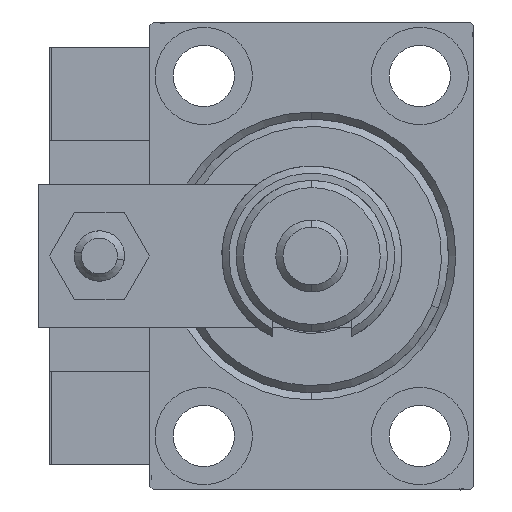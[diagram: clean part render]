
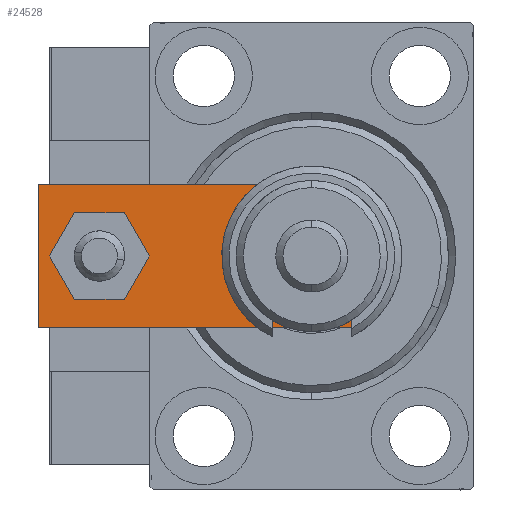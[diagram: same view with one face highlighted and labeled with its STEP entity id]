
A CAD part, left-side view. The second image highlights one B-rep face of the part: STEP entity #24528.
In plain terms, the highlighted face is planar.
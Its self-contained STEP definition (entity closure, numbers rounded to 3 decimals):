
#188 = DIRECTION ( 'NONE',  ( 0., 0., 1. ) ) ;
#560 = CARTESIAN_POINT ( 'NONE',  ( -10., 48., 6. ) ) ;
#759 = DIRECTION ( 'NONE',  ( 1., 0., 0. ) ) ;
#1236 = CIRCLE ( 'NONE', #30635, 7.25 ) ;
#2863 = VERTEX_POINT ( 'NONE', #46192 ) ;
#2960 = EDGE_CURVE ( 'NONE', #2863, #30864, #40483, .T. ) ;
#4391 = EDGE_CURVE ( 'NONE', #27255, #36115, #47536, .T. ) ;
#5115 = ORIENTED_EDGE ( 'NONE', *, *, #2960, .T. ) ;
#5307 = FACE_BOUND ( 'NONE', #15652, .T. ) ;
#5918 = EDGE_LOOP ( 'NONE', ( #8465, #12381, #25856, #30596, #5115, #18334 ) ) ;
#6829 = VECTOR ( 'NONE', #15553, 1000. ) ;
#6938 = DIRECTION ( 'NONE',  ( 1., 0., 0. ) ) ;
#7860 = EDGE_CURVE ( 'NONE', #29064, #27542, #29286, .T. ) ;
#8114 = VERTEX_POINT ( 'NONE', #12660 ) ;
#8465 = ORIENTED_EDGE ( 'NONE', *, *, #7860, .T. ) ;
#9638 = DIRECTION ( 'NONE',  ( 0., 0., 1. ) ) ;
#9662 = VECTOR ( 'NONE', #50099, 1000. ) ;
#10526 = CARTESIAN_POINT ( 'NONE',  ( 0., 39.5, 6. ) ) ;
#11156 = AXIS2_PLACEMENT_3D ( 'NONE', #25650, #9638, #21855 ) ;
#11752 = LINE ( 'NONE', #48577, #50262 ) ;
#12289 = CARTESIAN_POINT ( 'NONE',  ( 10., 0., 6. ) ) ;
#12381 = ORIENTED_EDGE ( 'NONE', *, *, #18560, .T. ) ;
#12660 = CARTESIAN_POINT ( 'NONE',  ( -4., 39.5, 6. ) ) ;
#12941 = AXIS2_PLACEMENT_3D ( 'NONE', #46235, #22161, #759 ) ;
#13954 = PLANE ( 'NONE',  #11156 ) ;
#14430 = DIRECTION ( 'NONE',  ( 0.707, -0.707, 0. ) ) ;
#14687 = EDGE_LOOP ( 'NONE', ( #52165, #48140 ) ) ;
#15192 = CARTESIAN_POINT ( 'NONE',  ( -7.25, 10., 6. ) ) ;
#15553 = DIRECTION ( 'NONE',  ( 0., 1., 0. ) ) ;
#15652 = EDGE_LOOP ( 'NONE', ( #50144, #31865 ) ) ;
#15895 = VECTOR ( 'NONE', #16038, 1000. ) ;
#16038 = DIRECTION ( 'NONE',  ( -1., 0., 0. ) ) ;
#16158 = CARTESIAN_POINT ( 'NONE',  ( 7.25, 10., 6. ) ) ;
#16250 = DIRECTION ( 'NONE',  ( 0., 0., 1. ) ) ;
#18334 = ORIENTED_EDGE ( 'NONE', *, *, #48036, .T. ) ;
#18527 = LINE ( 'NONE', #35066, #43928 ) ;
#18560 = EDGE_CURVE ( 'NONE', #27542, #30990, #18527, .T. ) ;
#18895 = CARTESIAN_POINT ( 'NONE',  ( -10., 0., 6. ) ) ;
#20817 = CIRCLE ( 'NONE', #47612, 4. ) ;
#21168 = CARTESIAN_POINT ( 'NONE',  ( -10., 48., 6. ) ) ;
#21456 = CARTESIAN_POINT ( 'NONE',  ( 4., 39.5, 6. ) ) ;
#21855 = DIRECTION ( 'NONE',  ( 1., 0., 0. ) ) ;
#22161 = DIRECTION ( 'NONE',  ( 0., 0., 1. ) ) ;
#22970 = LINE ( 'NONE', #18895, #26901 ) ;
#24528 = ADVANCED_FACE ( 'NONE', ( #5307, #45931, #34585 ), #13954, .T. ) ;
#24785 = CARTESIAN_POINT ( 'NONE',  ( 10., 48., 6. ) ) ;
#25078 = VERTEX_POINT ( 'NONE', #21456 ) ;
#25650 = CARTESIAN_POINT ( 'NONE',  ( 0., 0., 6. ) ) ;
#25856 = ORIENTED_EDGE ( 'NONE', *, *, #40711, .T. ) ;
#26195 = AXIS2_PLACEMENT_3D ( 'NONE', #10526, #51151, #26799 ) ;
#26799 = DIRECTION ( 'NONE',  ( 1., 0., 0. ) ) ;
#26901 = VECTOR ( 'NONE', #6938, 1000. ) ;
#27046 = CIRCLE ( 'NONE', #26195, 4. ) ;
#27255 = VERTEX_POINT ( 'NONE', #16158 ) ;
#27482 = EDGE_CURVE ( 'NONE', #8114, #25078, #20817, .T. ) ;
#27542 = VERTEX_POINT ( 'NONE', #31580 ) ;
#29064 = VERTEX_POINT ( 'NONE', #21168 ) ;
#29286 = LINE ( 'NONE', #560, #9662 ) ;
#30596 = ORIENTED_EDGE ( 'NONE', *, *, #42411, .T. ) ;
#30635 = AXIS2_PLACEMENT_3D ( 'NONE', #53339, #16250, #34073 ) ;
#30864 = VERTEX_POINT ( 'NONE', #24785 ) ;
#30990 = VERTEX_POINT ( 'NONE', #40762 ) ;
#31385 = VERTEX_POINT ( 'NONE', #49193 ) ;
#31580 = CARTESIAN_POINT ( 'NONE',  ( -10., 4.24, 6. ) ) ;
#31865 = ORIENTED_EDGE ( 'NONE', *, *, #31992, .F. ) ;
#31992 = EDGE_CURVE ( 'NONE', #25078, #8114, #27046, .T. ) ;
#34073 = DIRECTION ( 'NONE',  ( 1., 0., 0. ) ) ;
#34585 = FACE_BOUND ( 'NONE', #14687, .T. ) ;
#35066 = CARTESIAN_POINT ( 'NONE',  ( -2.88, -2.88, 6. ) ) ;
#36115 = VERTEX_POINT ( 'NONE', #15192 ) ;
#36647 = LINE ( 'NONE', #53132, #15895 ) ;
#37286 = CARTESIAN_POINT ( 'NONE',  ( 0., 39.5, 6. ) ) ;
#38563 = EDGE_CURVE ( 'NONE', #36115, #27255, #1236, .T. ) ;
#40483 = LINE ( 'NONE', #12289, #6829 ) ;
#40711 = EDGE_CURVE ( 'NONE', #30990, #31385, #22970, .T. ) ;
#40762 = CARTESIAN_POINT ( 'NONE',  ( -5.76, 0., 6. ) ) ;
#42411 = EDGE_CURVE ( 'NONE', #31385, #2863, #11752, .T. ) ;
#43928 = VECTOR ( 'NONE', #14430, 1000. ) ;
#45333 = DIRECTION ( 'NONE',  ( 0.707, 0.707, 0. ) ) ;
#45931 = FACE_OUTER_BOUND ( 'NONE', #5918, .T. ) ;
#46192 = CARTESIAN_POINT ( 'NONE',  ( 10., 4.24, 6. ) ) ;
#46235 = CARTESIAN_POINT ( 'NONE',  ( 0., 10., 6. ) ) ;
#47536 = CIRCLE ( 'NONE', #12941, 7.25 ) ;
#47612 = AXIS2_PLACEMENT_3D ( 'NONE', #37286, #188, #49720 ) ;
#48036 = EDGE_CURVE ( 'NONE', #30864, #29064, #36647, .T. ) ;
#48140 = ORIENTED_EDGE ( 'NONE', *, *, #4391, .F. ) ;
#48577 = CARTESIAN_POINT ( 'NONE',  ( 2.88, -2.88, 6. ) ) ;
#49193 = CARTESIAN_POINT ( 'NONE',  ( 5.76, 0., 6. ) ) ;
#49720 = DIRECTION ( 'NONE',  ( 1., 0., 0. ) ) ;
#50099 = DIRECTION ( 'NONE',  ( 0., -1., 0. ) ) ;
#50144 = ORIENTED_EDGE ( 'NONE', *, *, #27482, .F. ) ;
#50262 = VECTOR ( 'NONE', #45333, 1000. ) ;
#51151 = DIRECTION ( 'NONE',  ( 0., 0., 1. ) ) ;
#52165 = ORIENTED_EDGE ( 'NONE', *, *, #38563, .F. ) ;
#53132 = CARTESIAN_POINT ( 'NONE',  ( 10., 48., 6. ) ) ;
#53339 = CARTESIAN_POINT ( 'NONE',  ( 0., 10., 6. ) ) ;
